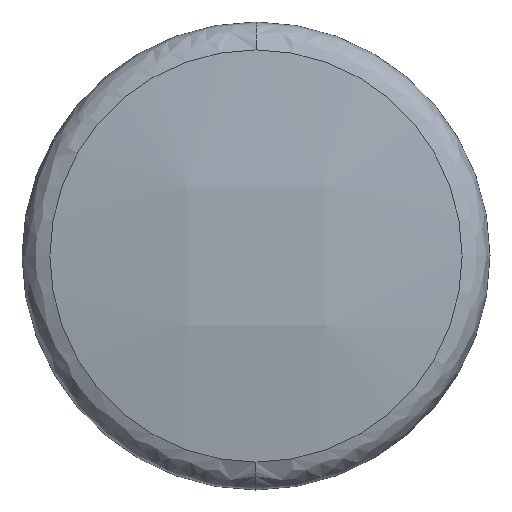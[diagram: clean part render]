
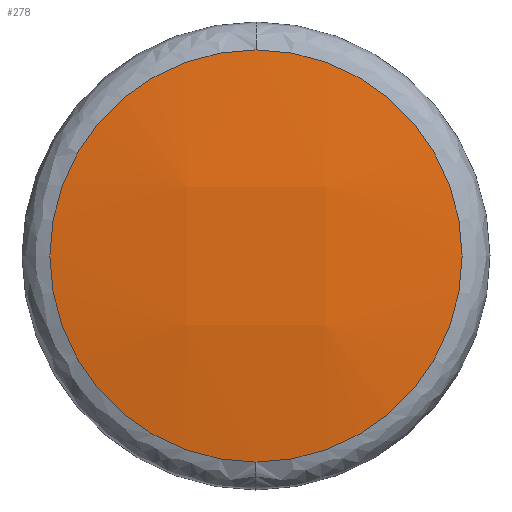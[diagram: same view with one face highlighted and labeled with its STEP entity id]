
A CAD part, left-side view. The second image highlights one B-rep face of the part: STEP entity #278.
In plain terms, the highlighted free-form (B-spline) face has degree [3, 3] with [4, 4] control points.
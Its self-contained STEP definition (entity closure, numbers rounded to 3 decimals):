
#278=ADVANCED_FACE('NONE',(#691),#692,.T.);
#691=FACE_OUTER_BOUND('',#1286,.T.);
#692=(B_SPLINE_SURFACE(3,3,((#1288,#1289,#1290,#1291),(#1292,#1293,#1294,#1295),(#1296,#1297,#1298,#1299),(#1300,#1301,#1302,#1303)),.UNSPECIFIED.,.F.,.F.,.F.)B_SPLINE_SURFACE_WITH_KNOTS((4,4),(4,4),(0.006,0.994),(0.008,0.992),.UNSPECIFIED.)RATIONAL_B_SPLINE_SURFACE(((1.,0.99,0.99,1.),(0.99,0.981,0.981,0.99),(0.99,0.981,0.981,0.99),(1.,0.99,0.99,1.)))BOUNDED_SURFACE()REPRESENTATION_ITEM('')GEOMETRIC_REPRESENTATION_ITEM()SURFACE());
#1286=EDGE_LOOP('',(#3072,#3073));
#1288=CARTESIAN_POINT('',(-0.959,12.162,12.333));
#1289=CARTESIAN_POINT('',(-2.313,4.092,12.333));
#1290=CARTESIAN_POINT('',(-2.313,-4.092,12.333));
#1291=CARTESIAN_POINT('',(-0.959,-12.162,12.333));
#1292=CARTESIAN_POINT('',(-2.313,12.39,4.149));
#1293=CARTESIAN_POINT('',(-3.693,4.168,4.149));
#1294=CARTESIAN_POINT('',(-3.693,-4.168,4.149));
#1295=CARTESIAN_POINT('',(-2.313,-12.39,4.149));
#1296=CARTESIAN_POINT('',(-2.313,12.39,-4.149));
#1297=CARTESIAN_POINT('',(-3.693,4.168,-4.149));
#1298=CARTESIAN_POINT('',(-3.693,-4.168,-4.149));
#1299=CARTESIAN_POINT('',(-2.313,-12.39,-4.149));
#1300=CARTESIAN_POINT('',(-0.959,12.162,-12.333));
#1301=CARTESIAN_POINT('',(-2.313,4.092,-12.333));
#1302=CARTESIAN_POINT('',(-2.313,-4.092,-12.333));
#1303=CARTESIAN_POINT('',(-0.959,-12.162,-12.333));
#3072=ORIENTED_EDGE('',*,*,#4184,.F.);
#3073=ORIENTED_EDGE('',*,*,#4262,.F.);
#4184=EDGE_CURVE('NONE',#4794,#4795,#4796,.T.);
#4262=EDGE_CURVE('NONE',#4795,#4794,#4914,.T.);
#4794=VERTEX_POINT('NONE',#5593);
#4795=VERTEX_POINT('NONE',#5594);
#4796=CIRCLE('',#5595,12.331);
#4914=CIRCLE('',#5765,12.331);
#5593=CARTESIAN_POINT('',(-1.972,0.0,12.331));
#5594=CARTESIAN_POINT('',(-1.972,0.,-12.331));
#5595=AXIS2_PLACEMENT_3D('',#6961,#6962,#6963);
#5765=AXIS2_PLACEMENT_3D('',#7109,#7110,#7111);
#6961=CARTESIAN_POINT('',(-1.972,0.0,0.0));
#6962=DIRECTION('',(1.0,0.0,-0.0));
#6963=DIRECTION('',(0.0,0.0,1.0));
#7109=CARTESIAN_POINT('',(-1.972,0.0,0.0));
#7110=DIRECTION('',(1.0,0.0,-0.0));
#7111=DIRECTION('',(0.0,0.0,1.0));
